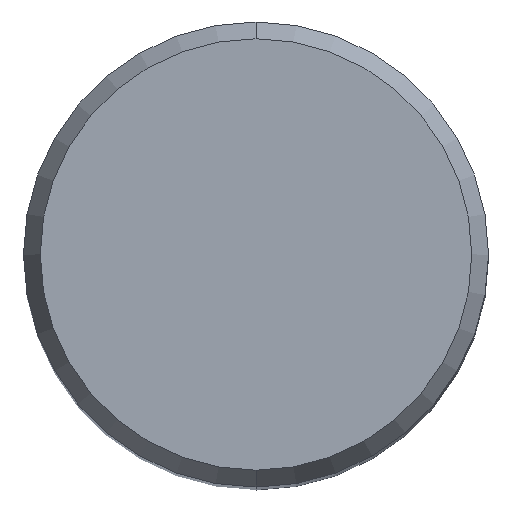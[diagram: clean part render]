
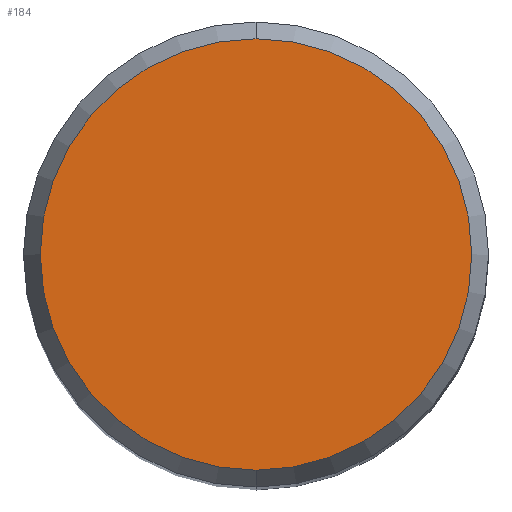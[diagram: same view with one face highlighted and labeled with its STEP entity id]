
A CAD part, top view. The second image highlights one B-rep face of the part: STEP entity #184.
In plain terms, the highlighted planar face has unit normal (0, 0, 1).
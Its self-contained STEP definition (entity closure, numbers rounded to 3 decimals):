
#94=EDGE_CURVE('',#168,#110,#231,.T.);
#110=VERTEX_POINT('',#250);
#168=VERTEX_POINT('',#316);
#172=EDGE_CURVE('',#110,#168,#320,.T.);
#184=ADVANCED_FACE('',(#334),#335,.T.);
#231=CIRCLE('',#377,5.892);
#250=CARTESIAN_POINT('',(0.,-5.892,0.01));
#316=CARTESIAN_POINT('',(0.0,5.892,0.01));
#320=CIRCLE('',#491,5.892);
#334=FACE_OUTER_BOUND('',#506,.T.);
#335=PLANE('',#507);
#377=AXIS2_PLACEMENT_3D('',#542,#543,#544);
#491=AXIS2_PLACEMENT_3D('',#655,#656,#657);
#506=EDGE_LOOP('',(#677,#678));
#507=AXIS2_PLACEMENT_3D('',#679,#680,#681);
#542=CARTESIAN_POINT('',(0.0,0.0,0.01));
#543=DIRECTION('',(0.0,0.0,-1.0));
#544=DIRECTION('',(0.0,1.0,0.0));
#655=CARTESIAN_POINT('',(0.0,0.0,0.01));
#656=DIRECTION('',(0.0,0.0,-1.0));
#657=DIRECTION('',(0.0,1.0,0.0));
#677=ORIENTED_EDGE('',*,*,#94,.F.);
#678=ORIENTED_EDGE('',*,*,#172,.F.);
#679=CARTESIAN_POINT('',(0.0,2.946,0.01));
#680=DIRECTION('',(-0.0,0.0,1.0));
#681=DIRECTION('',(0.0,-1.0,0.0));
